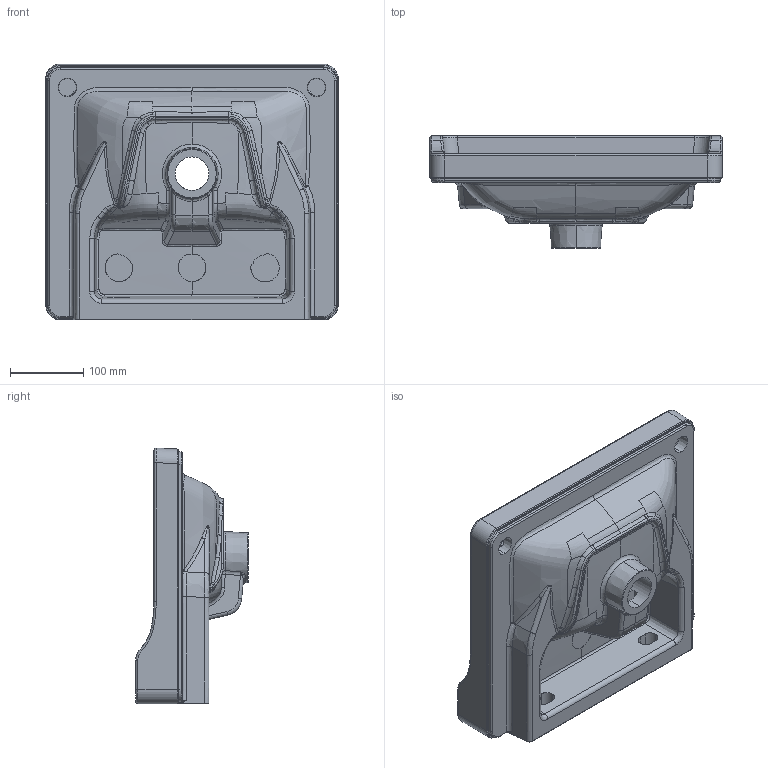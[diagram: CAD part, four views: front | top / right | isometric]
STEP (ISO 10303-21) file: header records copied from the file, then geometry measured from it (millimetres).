
FILE_DESCRIPTION (( 'STEP AP214' ), '1' );
FILE_NAME ('SOB40.0TH_CAD_V10819.STEP', '2022-11-30T09:27:25', ( '' ), ( '' ), 'SwSTEP 2.0', 'SolidWorks 2019', '' );
FILE_SCHEMA (( 'AUTOMOTIVE_DESIGN' ));
Products named in the file (1): SOB40.0TH_CAD_V10819
Bounding box: 400 x 154 x 349.99 mm (x, y, z)
Volume: 4388743.2 mm3; surface area: 500738.9 mm2
Topology: 1 solids, 1 shells, 423 faces, 1072 edges, 650 vertices
Faces by surface type: bspline 247, cylinder 86, plane 43, torus 29, cone 12, sphere 6
Entity records: 51909 total; most frequent: CARTESIAN_POINT 43709, ORIENTED_EDGE 2136, DIRECTION 1133, EDGE_CURVE 1068, VERTEX_POINT 650, B_SPLINE_CURVE_WITH_KNOTS 519, AXIS2_PLACEMENT_3D 476, EDGE_LOOP 434
